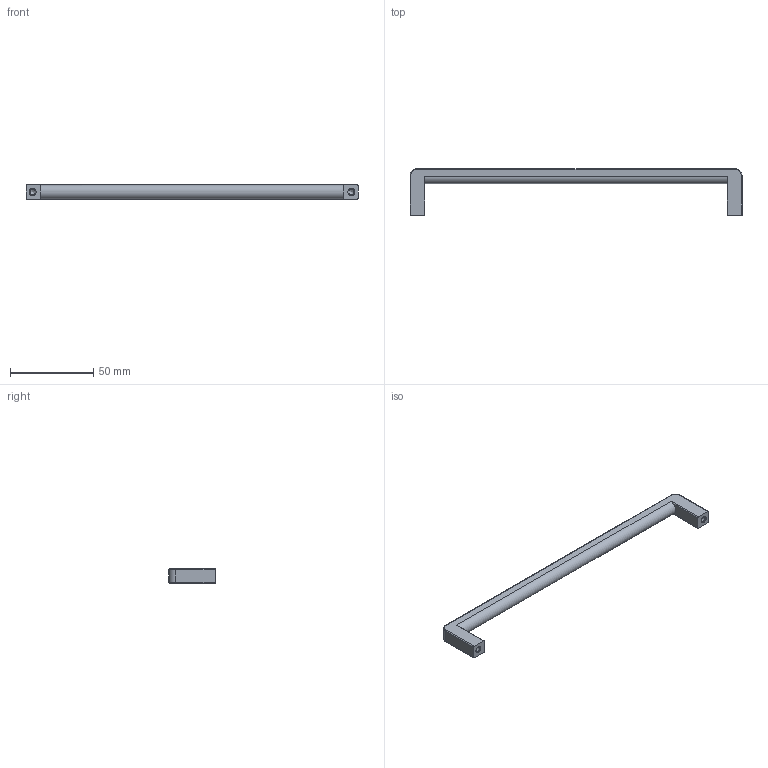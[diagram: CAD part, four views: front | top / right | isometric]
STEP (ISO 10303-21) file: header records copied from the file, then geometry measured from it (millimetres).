
FILE_DESCRIPTION(/* description */ (''),/* implementation_level */ '2;1');
FILE_NAME(/* name */ 'UZ-BAGIO-192.stp',/* time_stamp */ '2023-08-25T10:46:12+02:00',/* author */ ('tomaszw'),/* organization */ (''),/* preprocessor_version */ 'ST-DEVELOPER v19.2',/* originating_system */ 'Autodesk Inventor 2023',/* authorisation */ '');
FILE_SCHEMA (('AUTOMOTIVE_DESIGN { 1 0 10303 214 3 1 1 }'));
Length unit declared in the file: millimetre
Products named in the file (1): UZ-BAGIO_...-.. (new)-01-01
Bounding box: 200 x 28 x 8.5 mm (x, y, z)
Volume: 16502.8 mm3; surface area: 7901.5 mm2
Topology: 1 solids, 1 shells, 32 faces, 80 edges, 50 vertices
Faces by surface type: cylinder 15, plane 9, cone 4, torus 4
Full cylindrical faces by diameter (mm): 3.242 x2
Entity records: 1003 total; most frequent: CARTESIAN_POINT 181, DIRECTION 174, ORIENTED_EDGE 156, EDGE_CURVE 78, AXIS2_PLACEMENT_3D 67, VERTEX_POINT 50, LINE 40, VECTOR 40
